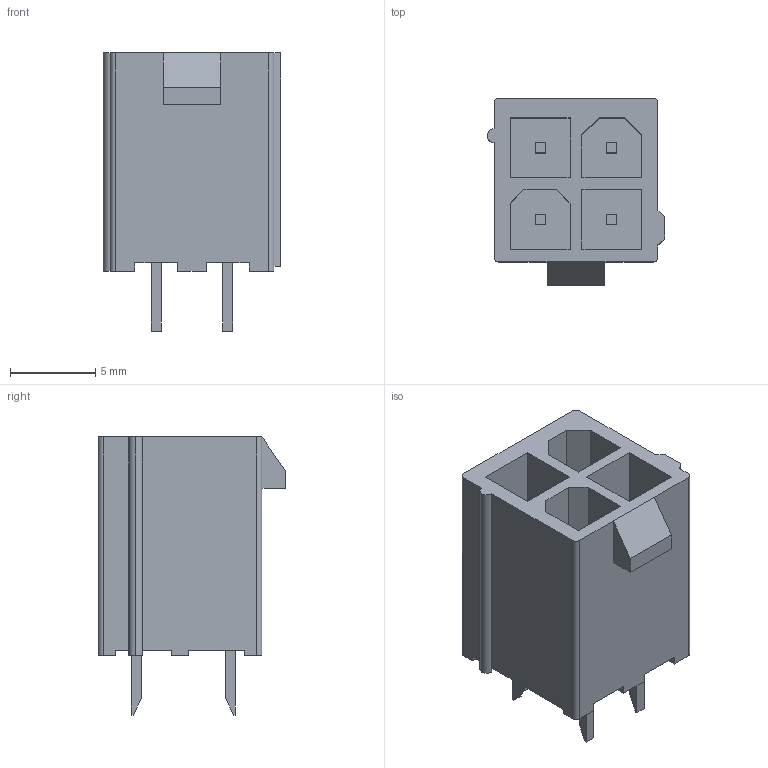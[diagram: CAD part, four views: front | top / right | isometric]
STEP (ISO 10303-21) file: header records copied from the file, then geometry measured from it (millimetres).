
FILE_DESCRIPTION((''),'2;1');
FILE_NAME('MOLEX_39-28-1043.stp','2009-03-12T09:55:16',(''),(''),'Mechanical Desktop 2006','Mechanical Desktop 2006',', , ');
FILE_SCHEMA(('AUTOMOTIVE_DESIGN { 1 2 10303 214 0 1 1 1 }'));
Length unit declared in the file: millimetre
Products named in the file (1): Product
Bounding box: 10.4 x 11 x 16.3 mm (x, y, z)
Volume: 705.4 mm3; surface area: 1326.9 mm2
Topology: 5 solids, 5 shells, 128 faces, 325 edges, 215 vertices
Faces by surface type: plane 122, cylinder 6
Entity records: 3829 total; most frequent: CARTESIAN_POINT 669, ORIENTED_EDGE 650, DIRECTION 595, EDGE_CURVE 325, VECTOR 313, LINE 313, VERTEX_POINT 215, AXIS2_PLACEMENT_3D 141
